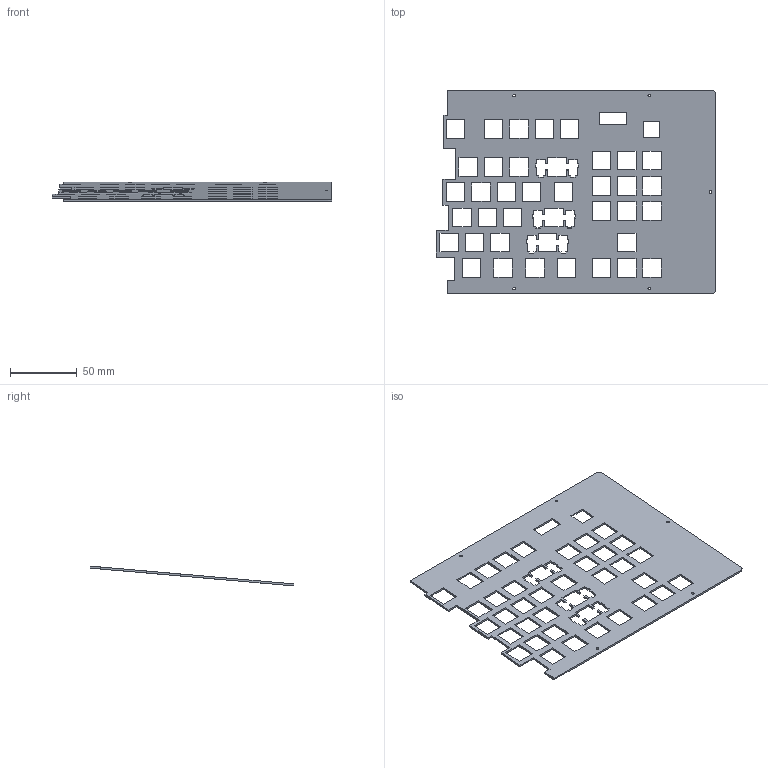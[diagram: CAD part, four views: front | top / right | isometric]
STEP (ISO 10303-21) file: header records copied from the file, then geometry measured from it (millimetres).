
FILE_DESCRIPTION(/* description */ (''),/* implementation_level */ '2;1');
FILE_NAME(/* name */ 'plate right.step',/* time_stamp */ '2025-07-17T18:41:28+01:00',/* author */ (''),/* organization */ (''),/* preprocessor_version */ 'ST-DEVELOPER v20.1',/* originating_system */ 'Autodesk Translation Framework v14.10.0.0',/* authorisation */ '');
FILE_SCHEMA (('AUTOMOTIVE_DESIGN { 1 0 10303 214 3 1 1 }'));
Length unit declared in the file: millimetre
Products named in the file (3): case; Plate; right
Assembly tree (2 placements, depth 3):
  case
    Plate
      right
Bounding box: 210.13 x 153.15 x 14.88 mm (x, y, z)
Volume: 33667.9 mm3; surface area: 49842.4 mm2
Topology: 1 solids, 1 shells, 287 faces, 855 edges, 570 vertices
Faces by surface type: plane 280, cylinder 7
Full cylindrical faces by diameter (mm): 2 x5
Entity records: 9826 total; most frequent: CARTESIAN_POINT 1717, ORIENTED_EDGE 1710, DIRECTION 1453, EDGE_CURVE 855, LINE 841, VECTOR 841, VERTEX_POINT 570, EDGE_LOOP 379
